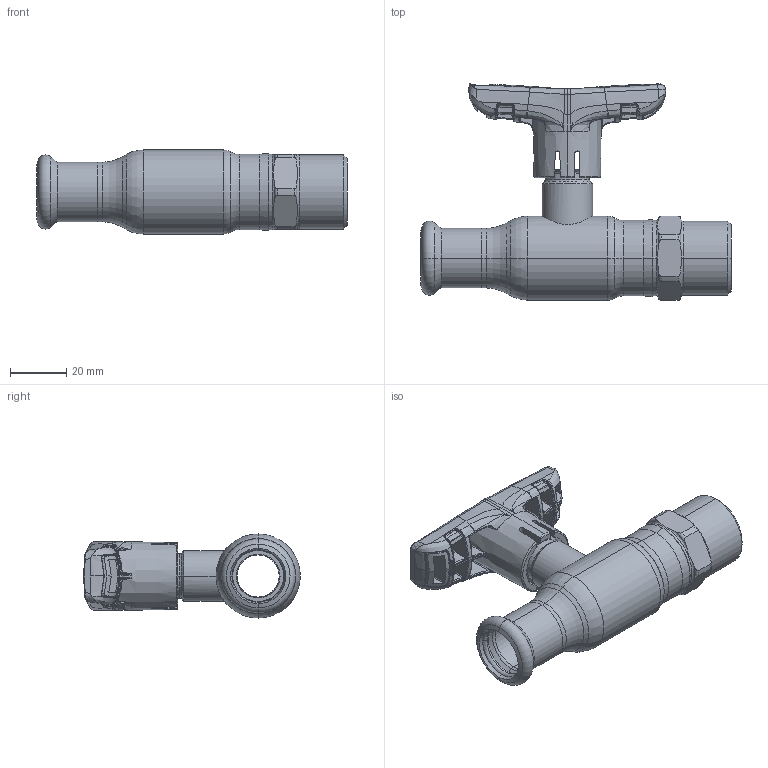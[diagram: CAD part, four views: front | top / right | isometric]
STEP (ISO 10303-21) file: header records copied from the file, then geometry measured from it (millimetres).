
FILE_DESCRIPTION (( 'STEP AP214' ), '1' );
FILE_NAME ('2015001210-0400.step', '2024-01-11T11:08:27', ( '' ), ( '' ), 'SwSTEP 2.0', 'SolidWorks 2021', '' );
FILE_SCHEMA (( 'AUTOMOTIVE_DESIGN' ));
Length unit declared in the file: millimetre
Products named in the file (1): 2015001210-0400
Bounding box: 110.8 x 77.19 x 30 mm (x, y, z)
Surface area: 23248.7 mm2 (no closed solid volume)
Topology: 0 solids, 7 shells, 767 faces, 2171 edges, 1341 vertices
Faces by surface type: bspline 588, plane 56, cylinder 42, torus 37, cone 29, sphere 15
Entity records: 57185 total; most frequent: CARTESIAN_POINT 34043, ORIENTED_EDGE 3905, EDGE_CURVE 2157, DIRECTION 1562, B_SPLINE_CURVE_WITH_KNOTS 1465, VERTEX_POINT 1337, EDGE_LOOP 774, UNCERTAINTY_MEASURE_WITH_UNIT 769
